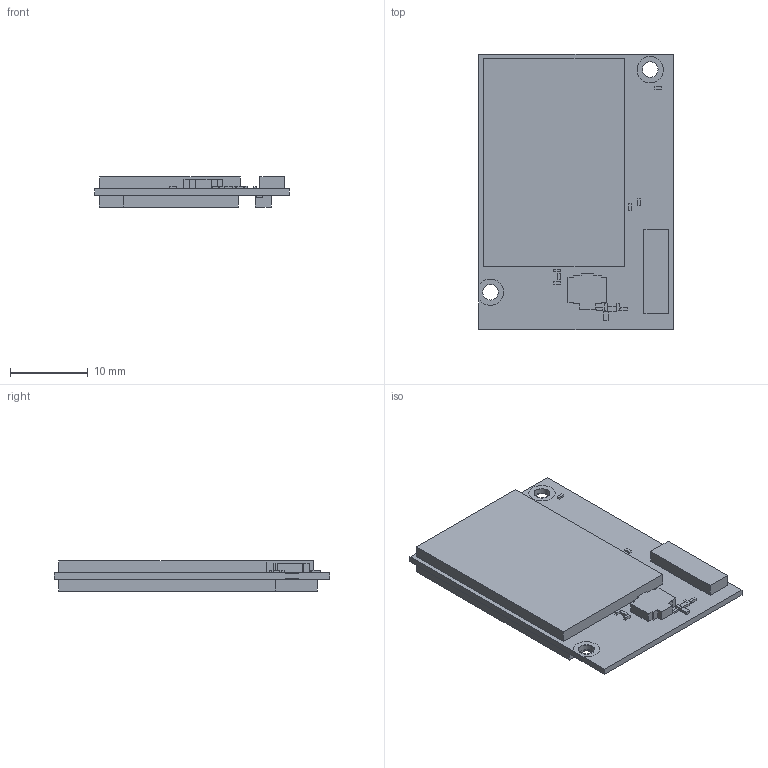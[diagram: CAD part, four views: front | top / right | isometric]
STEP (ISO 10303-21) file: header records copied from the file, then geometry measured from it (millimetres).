
FILE_DESCRIPTION(/* description */ (''),/* implementation_level */ '2;1');
FILE_NAME(/* name */ 'PCBM_INTEL_EDISON.stp',/* time_stamp */ '2016-06-10T15:55:07+02:00',/* author */ ('riccim'),/* organization */ ('SolidWorks'),/* preprocessor_version */ 'ST-DEVELOPER v15.5',/* originating_system */ 'AutoCAD Mechanical',/* authorisation */ ' ');
FILE_SCHEMA (('AUTOMOTIVE_DESIGN { 1 0 10303 214 3 1 1 }'));
Length unit declared in the file: millimetre
Products named in the file (1): Product
Bounding box: 25 x 35.5 x 3.9 mm (x, y, z)
Volume: 2483.2 mm3; surface area: 4674.6 mm2
Topology: 21 solids, 21 shells, 160 faces, 336 edges, 224 vertices
Faces by surface type: plane 146, cylinder 14
Full cylindrical faces by diameter (mm): 2 x2, 2.2 x4, 3.4 x4
Entity records: 4207 total; most frequent: CARTESIAN_POINT 711, DIRECTION 676, ORIENTED_EDGE 652, EDGE_CURVE 326, LINE 298, VECTOR 298, VERTEX_POINT 224, AXIS2_PLACEMENT_3D 189
